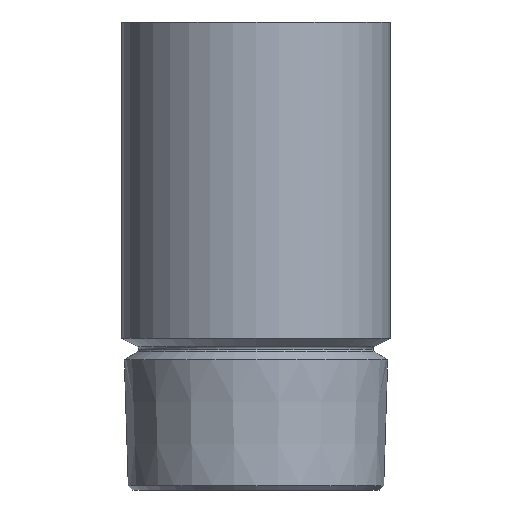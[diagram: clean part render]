
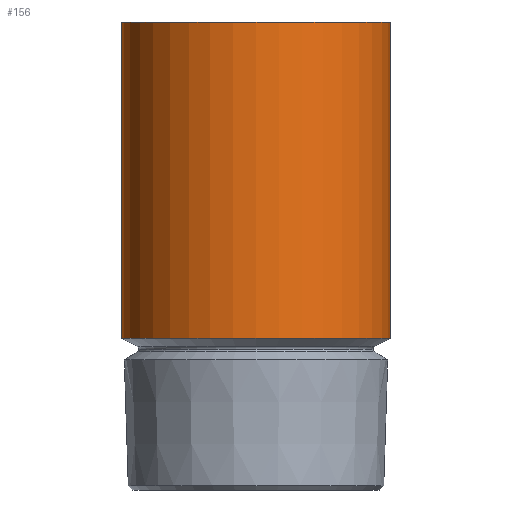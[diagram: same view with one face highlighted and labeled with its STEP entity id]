
A CAD part, front view. The second image highlights one B-rep face of the part: STEP entity #156.
In plain terms, the highlighted cylindrical face has radius 8.6 mm (diameter 17.2 mm), a partial arc.
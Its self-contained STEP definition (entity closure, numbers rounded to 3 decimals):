
#25 = EDGE_CURVE ( 'NONE', #43, #26, #523, .T. ) ;
#26 = VERTEX_POINT ( 'NONE', #519 ) ;
#37 = EDGE_CURVE ( 'NONE', #146, #168, #410, .T. ) ;
#43 = VERTEX_POINT ( 'NONE', #397 ) ;
#50 = ORIENTED_EDGE ( 'NONE', *, *, #51, .F. ) ;
#51 = EDGE_CURVE ( 'NONE', #146, #43, #383, .T. ) ;
#52 = ORIENTED_EDGE ( 'NONE', *, *, #37, .T. ) ;
#53 = ORIENTED_EDGE ( 'NONE', *, *, #54, .F. ) ;
#54 = EDGE_CURVE ( 'NONE', #26, #168, #284, .T. ) ;
#146 = VERTEX_POINT ( 'NONE', #319 ) ;
#156 = ADVANCED_FACE ( 'NONE', ( #290 ), #289, .T. ) ;
#157 = EDGE_LOOP ( 'NONE', ( #158, #50, #52, #53 ) ) ;
#158 = ORIENTED_EDGE ( 'NONE', *, *, #25, .F. ) ;
#168 = VERTEX_POINT ( 'NONE', #414 ) ;
#281 = DIRECTION ( 'NONE',  ( 1., 0., 0. ) ) ;
#282 = DIRECTION ( 'NONE',  ( 0., 0., 1. ) ) ;
#283 = AXIS2_PLACEMENT_3D ( 'NONE', #384, #282, #281 ) ;
#284 = CIRCLE ( 'NONE', #283, 8.6 ) ;
#285 = DIRECTION ( 'NONE',  ( 1., 0., 0. ) ) ;
#286 = DIRECTION ( 'NONE',  ( 0., 0., 1. ) ) ;
#287 = CARTESIAN_POINT ( 'NONE',  ( 0., 0., 0. ) ) ;
#288 = AXIS2_PLACEMENT_3D ( 'NONE', #287, #286, #285 ) ;
#289 = CYLINDRICAL_SURFACE ( 'NONE', #288, 8.6 ) ;
#290 = FACE_OUTER_BOUND ( 'NONE', #157, .T. ) ;
#319 = CARTESIAN_POINT ( 'NONE',  ( 8.6, 0., -20.264 ) ) ;
#379 = DIRECTION ( 'NONE',  ( 1., 0., 0. ) ) ;
#380 = DIRECTION ( 'NONE',  ( 0., 0., -1. ) ) ;
#381 = CARTESIAN_POINT ( 'NONE',  ( 0., 0., -20.264 ) ) ;
#382 = AXIS2_PLACEMENT_3D ( 'NONE', #381, #380, #379 ) ;
#383 = CIRCLE ( 'NONE', #382, 8.6 ) ;
#384 = CARTESIAN_POINT ( 'NONE',  ( 0., 0., 0. ) ) ;
#397 = CARTESIAN_POINT ( 'NONE',  ( -8.6, 0., -20.264 ) ) ;
#407 = DIRECTION ( 'NONE',  ( 0., 0., 1. ) ) ;
#408 = VECTOR ( 'NONE', #407, 1000. ) ;
#409 = CARTESIAN_POINT ( 'NONE',  ( 8.6, 0., 0. ) ) ;
#410 = LINE ( 'NONE', #409, #408 ) ;
#414 = CARTESIAN_POINT ( 'NONE',  ( 8.6, 0., 0. ) ) ;
#519 = CARTESIAN_POINT ( 'NONE',  ( -8.6, 0., 0. ) ) ;
#520 = DIRECTION ( 'NONE',  ( 0., 0., 1. ) ) ;
#521 = VECTOR ( 'NONE', #520, 1000. ) ;
#522 = CARTESIAN_POINT ( 'NONE',  ( -8.6, 0., 0. ) ) ;
#523 = LINE ( 'NONE', #522, #521 ) ;
